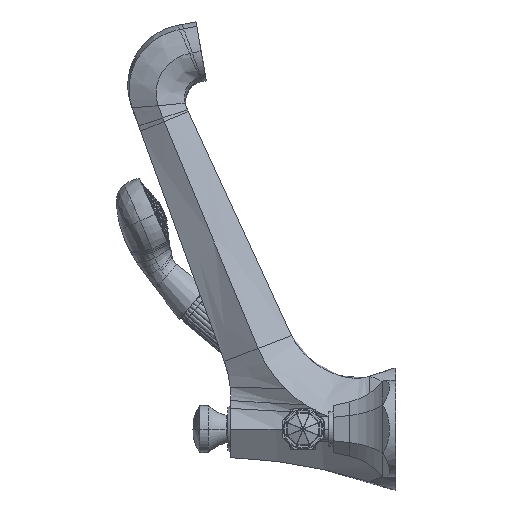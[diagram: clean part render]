
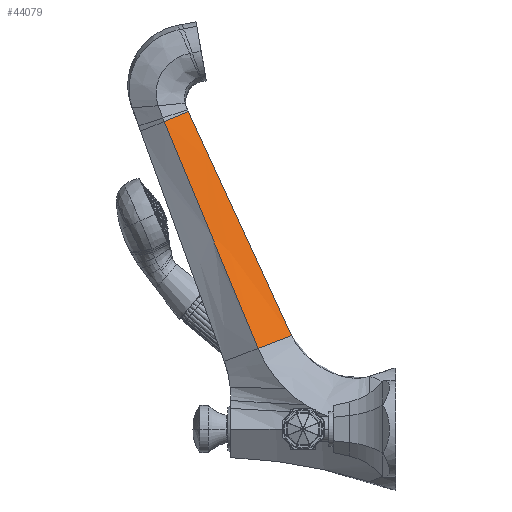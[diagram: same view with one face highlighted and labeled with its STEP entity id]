
A CAD part, left-side view. The second image highlights one B-rep face of the part: STEP entity #44079.
In plain terms, the highlighted free-form (B-spline) face has degree [3, 3] with [7, 8] control points.
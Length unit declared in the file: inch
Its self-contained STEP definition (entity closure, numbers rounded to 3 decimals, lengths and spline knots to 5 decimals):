
#41256=CARTESIAN_POINT('',(-0.8486,3.37337,
1.98075));
#41257=CARTESIAN_POINT('',(-0.69113,3.10031,
2.08539));
#41258=CARTESIAN_POINT('',(-0.53327,2.82746,
2.18995));
#41259=CARTESIAN_POINT('',(-0.375,2.5548,2.29443));
#42131=CARTESIAN_POINT('',(-0.8486,3.37337,
1.98075));
#42132=CARTESIAN_POINT('',(-0.82459,3.47661,
2.22991));
#42133=CARTESIAN_POINT('',(-0.75769,3.79245,
2.99221));
#42134=CARTESIAN_POINT('',(-0.66602,4.41027,
4.48336));
#42135=CARTESIAN_POINT('',(-0.63584,5.07573,
6.08948));
#42136=CARTESIAN_POINT('',(-0.65618,5.52897,
7.18341));
#42137=CARTESIAN_POINT('',(-0.6675,5.68013,7.54826));
#42139=DIRECTION('',(-0.416,0.84,-0.348));
#42140=VECTOR('',#42139,0.70295);
#42141=CARTESIAN_POINT('',(-0.375,5.08961,7.79293));
#42142=LINE('',#42141,#42140);
#42143=CARTESIAN_POINT('',(-0.375,2.5548,2.29443));
#42144=CARTESIAN_POINT('',(-0.375,2.67211,
2.54649));
#42145=CARTESIAN_POINT('',(-0.375,3.0236,
3.3027));
#42146=CARTESIAN_POINT('',(-0.375,3.70531,
4.77517));
#42147=CARTESIAN_POINT('',(-0.375,4.43295,
6.35684));
#42148=CARTESIAN_POINT('',(-0.375,4.92566,
7.43386));
#42149=CARTESIAN_POINT('',(-0.375,5.08961,7.79293));
#42520=CARTESIAN_POINT('',(-0.375,5.08961,7.79293));
#42521=CARTESIAN_POINT('',(-0.6675,5.68013,7.54826));
#42522=VERTEX_POINT('',#42520);
#42523=VERTEX_POINT('',#42521);
#42554=CARTESIAN_POINT('',(-0.375,2.5548,2.29443));
#42555=VERTEX_POINT('',#42554);
#42557=VERTEX_POINT('',#41256);
#44015=CARTESIAN_POINT('',(-0.36538,2.51307,
2.24638));
#44016=CARTESIAN_POINT('',(-0.3864,2.54855,
2.23168));
#44017=CARTESIAN_POINT('',(-0.44307,2.64418,
2.19206));
#44018=CARTESIAN_POINT('',(-0.5532,2.83004,
2.11507));
#44019=CARTESIAN_POINT('',(-0.67794,3.04055,
2.02786));
#44020=CARTESIAN_POINT('',(-0.78806,3.2264,
1.95087));
#44021=CARTESIAN_POINT('',(-0.84473,3.32203,
1.91126));
#44022=CARTESIAN_POINT('',(-0.86576,3.35752,
1.89656));
#44023=CARTESIAN_POINT('',(-0.36592,2.63913,
2.5166));
#44024=CARTESIAN_POINT('',(-0.38576,2.6741,
2.5021));
#44025=CARTESIAN_POINT('',(-0.43925,2.76833,
2.46303));
#44026=CARTESIAN_POINT('',(-0.5432,2.95145,
2.3871));
#44027=CARTESIAN_POINT('',(-0.66094,3.15888,
2.3011));
#44028=CARTESIAN_POINT('',(-0.76489,3.34201,
2.22517));
#44029=CARTESIAN_POINT('',(-0.81838,3.43624,
2.18611));
#44030=CARTESIAN_POINT('',(-0.83823,3.4712,
2.17161));
#44031=CARTESIAN_POINT('',(-0.36731,2.9998,
3.29079));
#44032=CARTESIAN_POINT('',(-0.38411,3.03331,
3.27689));
#44033=CARTESIAN_POINT('',(-0.42937,3.1236,
3.23943));
#44034=CARTESIAN_POINT('',(-0.51733,3.29906,
3.16663));
#44035=CARTESIAN_POINT('',(-0.61695,3.49781,
3.08416));
#44036=CARTESIAN_POINT('',(-0.70491,3.67328,
3.01136));
#44037=CARTESIAN_POINT('',(-0.75017,3.76357,
2.9739));
#44038=CARTESIAN_POINT('',(-0.76697,3.79707,
2.96));
#44039=CARTESIAN_POINT('',(-0.36918,3.69121,
4.78101));
#44040=CARTESIAN_POINT('',(-0.3819,3.72202,
4.76825));
#44041=CARTESIAN_POINT('',(-0.41617,3.80505,
4.73388));
#44042=CARTESIAN_POINT('',(-0.48278,3.96641,
4.66709));
#44043=CARTESIAN_POINT('',(-0.55823,4.14917,
4.59144));
#44044=CARTESIAN_POINT('',(-0.62485,4.31053,
4.52464));
#44045=CARTESIAN_POINT('',(-0.65912,4.39356,
4.49027));
#44046=CARTESIAN_POINT('',(-0.67184,4.42437,
4.47752));
#44047=CARTESIAN_POINT('',(-0.36979,4.42854,
6.38051));
#44048=CARTESIAN_POINT('',(-0.38117,4.4566,
6.36884));
#44049=CARTESIAN_POINT('',(-0.41185,4.53222,
6.33738));
#44050=CARTESIAN_POINT('',(-0.47148,4.67918,
6.27625));
#44051=CARTESIAN_POINT('',(-0.53901,4.84564,
6.20701));
#44052=CARTESIAN_POINT('',(-0.59864,4.9926,
6.14588));
#44053=CARTESIAN_POINT('',(-0.62932,5.06822,
6.11442));
#44054=CARTESIAN_POINT('',(-0.6407,5.09628,
6.10275));
#44055=CARTESIAN_POINT('',(-0.36936,4.9304,
7.47555));
#44056=CARTESIAN_POINT('',(-0.38168,4.95671,
7.46463));
#44057=CARTESIAN_POINT('',(-0.41488,5.02761,
7.4352));
#44058=CARTESIAN_POINT('',(-0.4794,5.16539,
7.378));
#44059=CARTESIAN_POINT('',(-0.55248,5.32146,
7.31322));
#44060=CARTESIAN_POINT('',(-0.617,5.45924,
7.25603));
#44061=CARTESIAN_POINT('',(-0.6502,5.53014,
7.2266));
#44062=CARTESIAN_POINT('',(-0.66252,5.55645,
7.21568));
#44063=CARTESIAN_POINT('',(-0.36911,5.10297,
7.85285));
#44064=CARTESIAN_POINT('',(-0.38198,5.1287,
7.84219));
#44065=CARTESIAN_POINT('',(-0.41663,5.19802,
7.81348));
#44066=CARTESIAN_POINT('',(-0.48399,5.33273,
7.75768));
#44067=CARTESIAN_POINT('',(-0.56028,5.48532,
7.69448));
#44068=CARTESIAN_POINT('',(-0.62764,5.62004,
7.63868));
#44069=CARTESIAN_POINT('',(-0.6623,5.68936,
7.60997));
#44070=CARTESIAN_POINT('',(-0.67516,5.71508,
7.59932));
#44071=B_SPLINE_SURFACE_WITH_KNOTS('',3,3,((#44015,#44016,#44017,#44018,#44019,
#44020,#44021,#44022),(#44023,#44024,#44025,#44026,#44027,#44028,#44029,#44030),
(#44031,#44032,#44033,#44034,#44035,#44036,#44037,#44038),(#44039,#44040,#44041,
#44042,#44043,#44044,#44045,#44046),(#44047,#44048,#44049,#44050,#44051,#44052,
#44053,#44054),(#44055,#44056,#44057,#44058,#44059,#44060,#44061,#44062),
(#44063,#44064,#44065,#44066,#44067,#44068,#44069,#44070)),.UNSPECIFIED.,.F.,
.F.,.F.,(4,1,1,1,4),(4,1,1,1,1,4),(-0.00999,0.13783,
0.41349,0.8045,1.00999),(-0.02,
0.11111,0.33333,0.66667,0.88889,
1.02),.UNSPECIFIED.);
#44072=ORIENTED_EDGE('',*,*,#43810,.F.);
#44073=ORIENTED_EDGE('',*,*,#43751,.T.);
#44075=ORIENTED_EDGE('',*,*,#44074,.F.);
#44076=ORIENTED_EDGE('',*,*,#44006,.F.);
#44077=EDGE_LOOP('',(#44072,#44073,#44075,#44076));
#44078=FACE_OUTER_BOUND('',#44077,.F.);
#44079=ADVANCED_FACE('',(#44078),#44071,.T.);
#41260=B_SPLINE_CURVE_WITH_KNOTS('',3,(#41256,#41257,#41258,#41259),
.UNSPECIFIED.,.F.,.F.,(4,4),(0.,1.),.UNSPECIFIED.);
#42138=B_SPLINE_CURVE_WITH_KNOTS('',3,(#42131,#42132,#42133,#42134,#42135,
#42136,#42137),.UNSPECIFIED.,.F.,.F.,(4,1,1,1,4),(0.,0.13446,
0.4112,0.80373,1.),.UNSPECIFIED.);
#42150=B_SPLINE_CURVE_WITH_KNOTS('',3,(#42143,#42144,#42145,#42146,#42147,
#42148,#42149),.UNSPECIFIED.,.F.,.F.,(4,1,1,1,4),(0.,0.13783,
0.41349,0.8045,1.),.UNSPECIFIED.);
#43751=EDGE_CURVE('',#42557,#42523,#42138,.T.);
#43810=EDGE_CURVE('',#42557,#42555,#41260,.T.);
#44006=EDGE_CURVE('',#42555,#42522,#42150,.T.);
#44074=EDGE_CURVE('',#42522,#42523,#42142,.T.);
